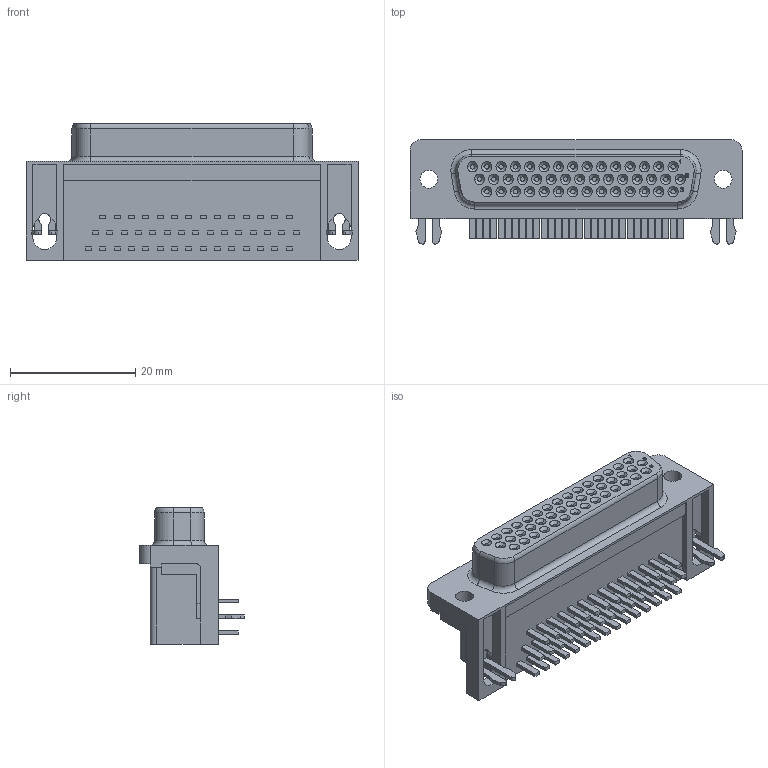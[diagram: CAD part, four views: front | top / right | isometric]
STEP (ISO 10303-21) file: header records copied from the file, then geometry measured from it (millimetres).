
FILE_DESCRIPTION((''),'2;1');
FILE_NAME('C-2311770-1','2021-08-12T09:52:45',('workeradm'),('TE Connectivity Ltd.'),'CREO PARAMETRIC BY PTC INC, 2021072','CREO PARAMETRIC BY PTC INC, 2021072','');
FILE_SCHEMA(('AUTOMOTIVE_DESIGN { 1 0 10303 214 1 1 1 1 }'));
Length unit declared in the file: millimetre
Products named in the file (1): C-2311770-1
Bounding box: 53.04 x 16.65 x 21.8 mm (x, y, z)
Volume: 9298.9 mm3; surface area: 4838.2 mm2
Topology: 1 solids, 1 shells, 719 faces, 1762 edges, 1138 vertices
Faces by surface type: plane 495, cylinder 128, cone 88, torus 6, bspline 2
Entity records: 21132 total; most frequent: CARTESIAN_POINT 3661, DIRECTION 3552, ORIENTED_EDGE 3524, EDGE_CURVE 1762, VECTOR 1398, LINE 1398, VERTEX_POINT 1138, AXIS2_PLACEMENT_3D 1077
